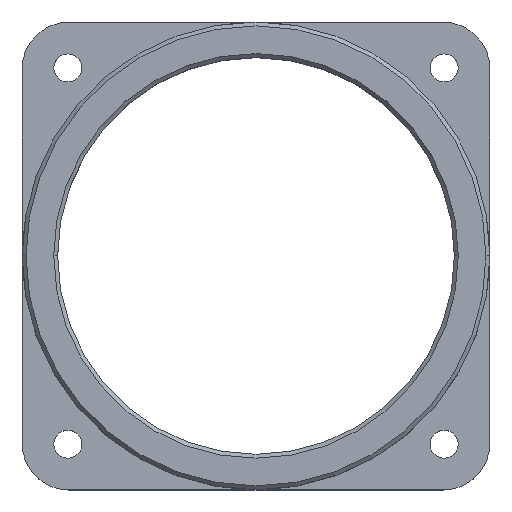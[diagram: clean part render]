
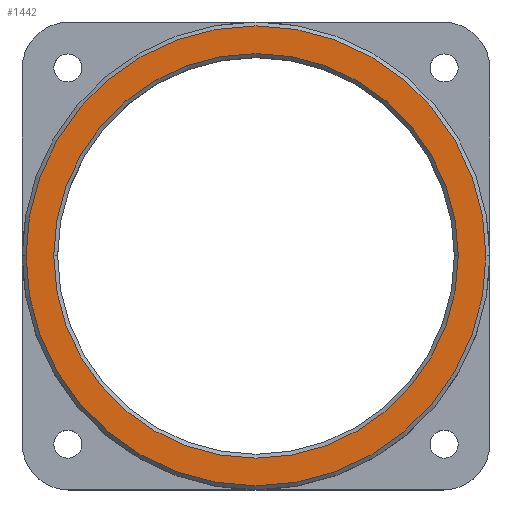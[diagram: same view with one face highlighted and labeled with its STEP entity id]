
A CAD part, top view. The second image highlights one B-rep face of the part: STEP entity #1442.
In plain terms, the highlighted planar face has unit normal (0, 0, 1).
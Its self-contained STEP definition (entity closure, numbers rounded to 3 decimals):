
#14 = CIRCLE ( 'NONE', #215, 29.5 ) ;
#22 = FACE_OUTER_BOUND ( 'NONE', #1322, .T. ) ;
#51 = VERTEX_POINT ( 'NONE', #75 ) ;
#75 = CARTESIAN_POINT ( 'NONE',  ( 29.5, 0., 19.5 ) ) ;
#94 = VERTEX_POINT ( 'NONE', #456 ) ;
#115 = CARTESIAN_POINT ( 'NONE',  ( -25.95, 0., 19.5 ) ) ;
#122 = ORIENTED_EDGE ( 'NONE', *, *, #564, .T. ) ;
#144 = ORIENTED_EDGE ( 'NONE', *, *, #869, .T. ) ;
#156 = AXIS2_PLACEMENT_3D ( 'NONE', #1316, #1125, #523 ) ;
#161 = CIRCLE ( 'NONE', #955, 25.95 ) ;
#176 = CARTESIAN_POINT ( 'NONE',  ( 0., 0., 19.5 ) ) ;
#215 = AXIS2_PLACEMENT_3D ( 'NONE', #864, #388, #1018 ) ;
#354 = EDGE_CURVE ( 'NONE', #51, #94, #14, .T. ) ;
#369 = DIRECTION ( 'NONE',  ( 0., 0., 1. ) ) ;
#388 = DIRECTION ( 'NONE',  ( 0., 0., 1. ) ) ;
#456 = CARTESIAN_POINT ( 'NONE',  ( -29.5, 0., 19.5 ) ) ;
#477 = AXIS2_PLACEMENT_3D ( 'NONE', #1017, #586, #1348 ) ;
#523 = DIRECTION ( 'NONE',  ( 1., 0., 0. ) ) ;
#561 = ORIENTED_EDGE ( 'NONE', *, *, #354, .T. ) ;
#564 = EDGE_CURVE ( 'NONE', #1529, #1504, #161, .T. ) ;
#586 = DIRECTION ( 'NONE',  ( 0., 0., -1. ) ) ;
#644 = DIRECTION ( 'NONE',  ( 1., 0., 0. ) ) ;
#731 = ORIENTED_EDGE ( 'NONE', *, *, #1491, .T. ) ;
#734 = AXIS2_PLACEMENT_3D ( 'NONE', #1447, #369, #1079 ) ;
#739 = FACE_BOUND ( 'NONE', #842, .T. ) ;
#829 = CARTESIAN_POINT ( 'NONE',  ( 25.95, 0., 19.5 ) ) ;
#842 = EDGE_LOOP ( 'NONE', ( #731, #122 ) ) ;
#864 = CARTESIAN_POINT ( 'NONE',  ( 0., 0., 19.5 ) ) ;
#869 = EDGE_CURVE ( 'NONE', #94, #51, #1265, .T. ) ;
#955 = AXIS2_PLACEMENT_3D ( 'NONE', #176, #1254, #644 ) ;
#1017 = CARTESIAN_POINT ( 'NONE',  ( 0., 0., 19.5 ) ) ;
#1018 = DIRECTION ( 'NONE',  ( 1., 0., 0. ) ) ;
#1075 = CIRCLE ( 'NONE', #477, 25.95 ) ;
#1079 = DIRECTION ( 'NONE',  ( 1., 0., 0. ) ) ;
#1109 = PLANE ( 'NONE',  #156 ) ;
#1125 = DIRECTION ( 'NONE',  ( 0., 0., 1. ) ) ;
#1254 = DIRECTION ( 'NONE',  ( 0., 0., -1. ) ) ;
#1265 = CIRCLE ( 'NONE', #734, 29.5 ) ;
#1316 = CARTESIAN_POINT ( 'NONE',  ( 0., 0., 19.5 ) ) ;
#1322 = EDGE_LOOP ( 'NONE', ( #144, #561 ) ) ;
#1348 = DIRECTION ( 'NONE',  ( 1., 0., 0. ) ) ;
#1442 = ADVANCED_FACE ( 'NONE', ( #22, #739 ), #1109, .T. ) ;
#1447 = CARTESIAN_POINT ( 'NONE',  ( 0., 0., 19.5 ) ) ;
#1491 = EDGE_CURVE ( 'NONE', #1504, #1529, #1075, .T. ) ;
#1504 = VERTEX_POINT ( 'NONE', #829 ) ;
#1529 = VERTEX_POINT ( 'NONE', #115 ) ;
